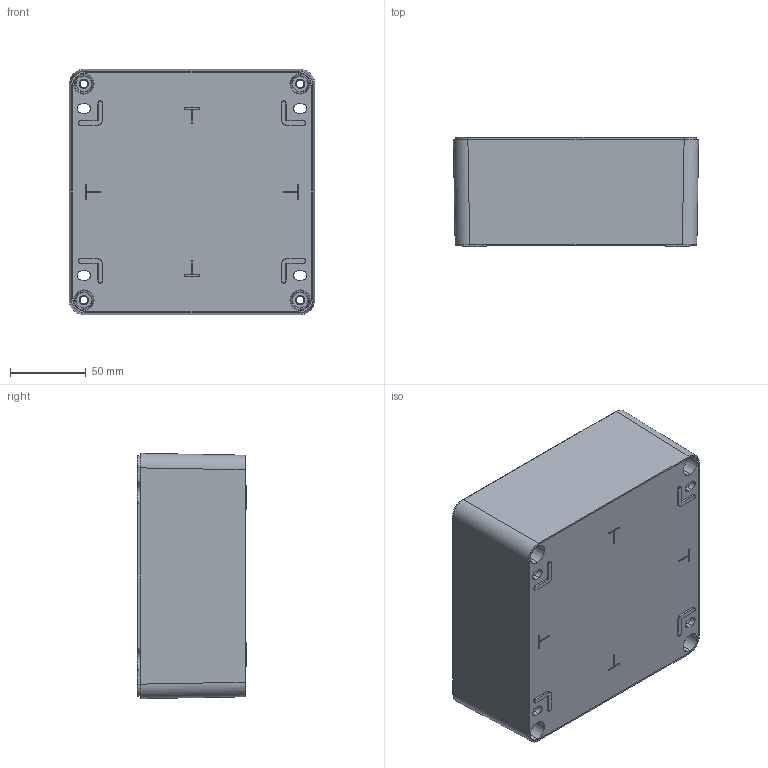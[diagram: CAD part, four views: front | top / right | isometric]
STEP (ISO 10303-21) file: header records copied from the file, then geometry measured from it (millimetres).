
FILE_DESCRIPTION((''),'2;1');
FILE_NAME('FIBOX_ALN162607B','2010-06-09T',('fxhongdongluo'),(''),'PRO/ENGINEER BY PARAMETRIC TECHNOLOGY CORPORATION, 2007160','PRO/ENGINEER BY PARAMETRIC TECHNOLOGY CORPORATION, 2007160','');
FILE_SCHEMA(('CONFIG_CONTROL_DESIGN'));
Length unit declared in the file: millimetre
Products named in the file (1): FIBOX_ALN162607B
Bounding box: 161.74 x 72 x 161.74 mm (x, y, z)
Volume: 304770.6 mm3; surface area: 161396.1 mm2
Topology: 1 solids, 1 shells, 570 faces, 1438 edges, 948 vertices
Faces by surface type: plane 232, cylinder 156, cone 126, torus 24, bspline 24, sphere 8
Entity records: 20468 total; most frequent: CARTESIAN_POINT 6590, DIRECTION 2898, ORIENTED_EDGE 2844, EDGE_CURVE 1422, AXIS2_PLACEMENT_3D 1100, VERTEX_POINT 948, VECTOR 698, LINE 698
